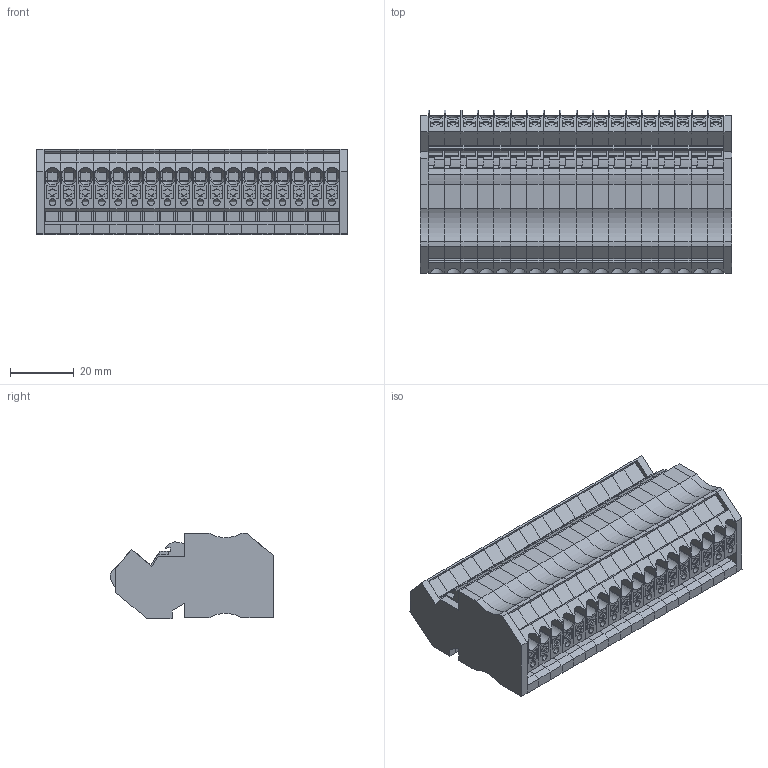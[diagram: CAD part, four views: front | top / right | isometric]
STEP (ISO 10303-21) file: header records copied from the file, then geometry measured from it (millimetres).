
FILE_DESCRIPTION(('Creo Elements/Direct Modeling STEP Export'),'2;1');
FILE_NAME('model.stp','2019-10-02T 1:04:15',(''),(''),'Creo Elements/Direct Modeling STEP processor for AP214 (Solid Model)','Creo Elements/Direct Modeling 20.1A 29-Sep-2018 (C) Parametric Technology GmbH','');
FILE_SCHEMA(('AUTOMOTIVE_DESIGN { 1 0 10303 214 1 1 1 1 }'));
Products named in the file (2): PT_4_WE_18-select
Assembly tree (1 placements, depth 2):
  PT_4_WE_18-select
    PT_4_WE_18-select
Bounding box: 97.7 x 51.3 x 26.9 mm (x, y, z)
Volume: 87834.9 mm3; surface area: 33720.6 mm2
Topology: 1 solids, 1 shells, 3003 faces, 8028 edges, 5081 vertices
Faces by surface type: plane 2603, cylinder 364, cone 36
Entity records: 131846 total; most frequent: CARTESIAN_POINT 39414, ORIENTED_EDGE 16056, DIRECTION 11583, EDGE_CURVE 8028, VECTOR 6049, LINE 6049, VERTEX_POINT 5081, EDGE_LOOP 3057
